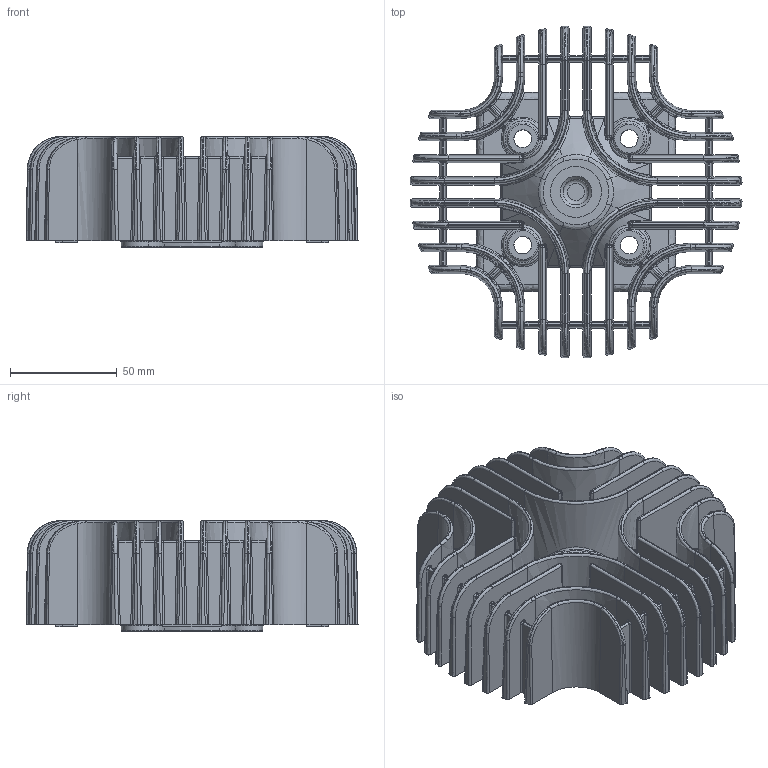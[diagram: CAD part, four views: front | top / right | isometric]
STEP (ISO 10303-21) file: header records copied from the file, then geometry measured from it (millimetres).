
FILE_DESCRIPTION(('FreeCAD Model'),'2;1');
FILE_NAME('Open CASCADE Shape Model','2025-04-17T10:23:38',('FreeCAD'),( 'FreeCAD'),'Open CASCADE STEP processor 7.6','FreeCAD','Unknown');
FILE_SCHEMA(('AUTOMOTIVE_DESIGN { 1 0 10303 214 1 1 1 1 }'));
Products named in the file (1): Open CASCADE STEP translator 7.6 1
Bounding box: 155.52 x 155.52 x 51.92 mm (x, y, z)
Volume: 315991.3 mm3; surface area: 169510.8 mm2
Topology: 1 solids, 1 shells, 1563 faces, 3915 edges, 2301 vertices
Faces by surface type: bspline 1563
Entity records: 61877 total; most frequent: CARTESIAN_POINT 39938, ORIENTED_EDGE 7796, EDGE_CURVE 3898, VERTEX_POINT 2301, B_SPLINE_CURVE_WITH_KNOTS 2251, FACE_BOUND 1591, EDGE_LOOP 1591, ADVANCED_FACE 1563
